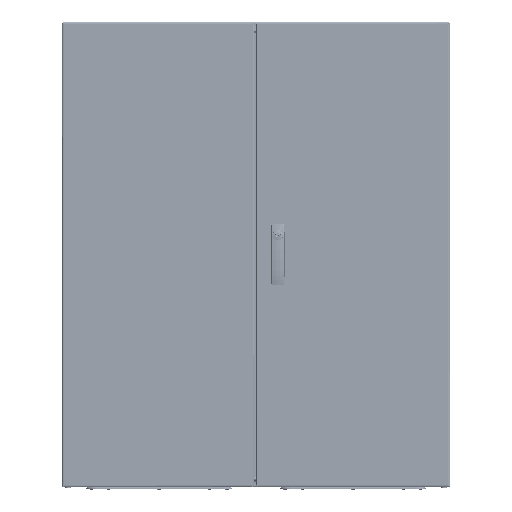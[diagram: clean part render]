
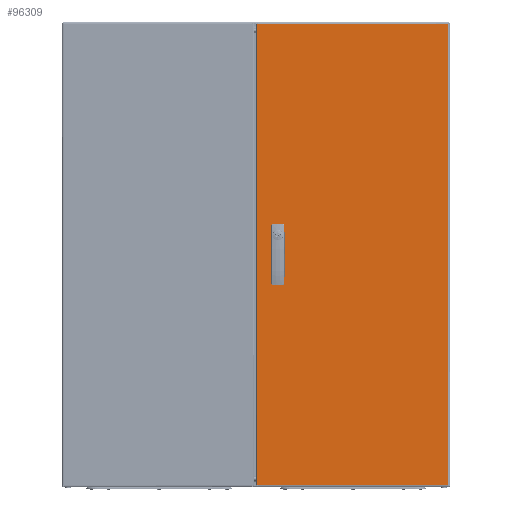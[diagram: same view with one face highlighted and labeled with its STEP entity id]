
A CAD part, top view. The second image highlights one B-rep face of the part: STEP entity #96309.
In plain terms, the highlighted face is planar.
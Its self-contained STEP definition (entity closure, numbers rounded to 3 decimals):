
#5321 = EDGE_LOOP ( 'NONE', ( #14031, #14029, #14033, #14035 ) ) ;
#5343 = EDGE_LOOP ( 'NONE', ( #14037, #14039, #14041, #14043 ) ) ;
#5345 = EDGE_LOOP ( 'NONE', ( #14045, #14047, #14049, #14051, #14053, #14055, #14057, #14059 ) ) ;
#14029 = ORIENTED_EDGE ( 'NONE', *, *, #34846, .F. ) ;
#14031 = ORIENTED_EDGE ( 'NONE', *, *, #34850, .F. ) ;
#14033 = ORIENTED_EDGE ( 'NONE', *, *, #34854, .F. ) ;
#14035 = ORIENTED_EDGE ( 'NONE', *, *, #34855, .F. ) ;
#14037 = ORIENTED_EDGE ( 'NONE', *, *, #34833, .F. ) ;
#14039 = ORIENTED_EDGE ( 'NONE', *, *, #34856, .F. ) ;
#14041 = ORIENTED_EDGE ( 'NONE', *, *, #34858, .F. ) ;
#14043 = ORIENTED_EDGE ( 'NONE', *, *, #34857, .F. ) ;
#14045 = ORIENTED_EDGE ( 'NONE', *, *, #34860, .T. ) ;
#14047 = ORIENTED_EDGE ( 'NONE', *, *, #34859, .T. ) ;
#14049 = ORIENTED_EDGE ( 'NONE', *, *, #34862, .F. ) ;
#14051 = ORIENTED_EDGE ( 'NONE', *, *, #34861, .F. ) ;
#14053 = ORIENTED_EDGE ( 'NONE', *, *, #34863, .F. ) ;
#14055 = ORIENTED_EDGE ( 'NONE', *, *, #34864, .F. ) ;
#14057 = ORIENTED_EDGE ( 'NONE', *, *, #34865, .T. ) ;
#14059 = ORIENTED_EDGE ( 'NONE', *, *, #34866, .T. ) ;
#34833 = EDGE_CURVE ( 'NONE', #72532, #72533, #65702, .T. ) ;
#34846 = EDGE_CURVE ( 'NONE', #72530, #72528, #65749, .T. ) ;
#34850 = EDGE_CURVE ( 'NONE', #72528, #72529, #65762, .T. ) ;
#34854 = EDGE_CURVE ( 'NONE', #72531, #72530, #65775, .T. ) ;
#34855 = EDGE_CURVE ( 'NONE', #72529, #72531, #65768, .T. ) ;
#34856 = EDGE_CURVE ( 'NONE', #72534, #72532, #65766, .T. ) ;
#34857 = EDGE_CURVE ( 'NONE', #72533, #72535, #65754, .T. ) ;
#34858 = EDGE_CURVE ( 'NONE', #72535, #72534, #65781, .T. ) ;
#34859 = EDGE_CURVE ( 'NONE', #72537, #72538, #65784, .T. ) ;
#34860 = EDGE_CURVE ( 'NONE', #72536, #72537, #65800, .T. ) ;
#34861 = EDGE_CURVE ( 'NONE', #72540, #72539, #65794, .T. ) ;
#34862 = EDGE_CURVE ( 'NONE', #72539, #72538, #65806, .T. ) ;
#34863 = EDGE_CURVE ( 'NONE', #72541, #72540, #65810, .T. ) ;
#34864 = EDGE_CURVE ( 'NONE', #72542, #72541, #65808, .T. ) ;
#34865 = EDGE_CURVE ( 'NONE', #72542, #72543, #65817, .T. ) ;
#34866 = EDGE_CURVE ( 'NONE', #72543, #72536, #65804, .T. ) ;
#55834 = CARTESIAN_POINT ( 'NONE',  ( 180.65, 24.9, 0. ) ) ;
#55836 = CARTESIAN_POINT ( 'NONE',  ( 180.65, 75.1, 0. ) ) ;
#55838 = CARTESIAN_POINT ( 'NONE',  ( 205.85, 24.9, 0. ) ) ;
#55840 = CARTESIAN_POINT ( 'NONE',  ( 205.85, 75.1, 0. ) ) ;
#55841 = CARTESIAN_POINT ( 'NONE',  ( 205.85, -24.9, 0. ) ) ;
#55843 = CARTESIAN_POINT ( 'NONE',  ( 205.85, -75.1, 0. ) ) ;
#55845 = CARTESIAN_POINT ( 'NONE',  ( 180.65, -24.9, 0. ) ) ;
#55847 = CARTESIAN_POINT ( 'NONE',  ( 180.65, -75.1, 0. ) ) ;
#55849 = CARTESIAN_POINT ( 'NONE',  ( 245.152, 595.5, 0. ) ) ;
#55851 = CARTESIAN_POINT ( 'NONE',  ( 246.25, 594.402, 0. ) ) ;
#55853 = CARTESIAN_POINT ( 'NONE',  ( 246.25, -594.402, 0. ) ) ;
#55855 = CARTESIAN_POINT ( 'NONE',  ( 245.152, -595.5, 0. ) ) ;
#55857 = CARTESIAN_POINT ( 'NONE',  ( -245.152, -595.5, 0. ) ) ;
#55859 = CARTESIAN_POINT ( 'NONE',  ( -246.25, -594.402, 0. ) ) ;
#55861 = CARTESIAN_POINT ( 'NONE',  ( -246.25, 594.402, 0. ) ) ;
#55863 = CARTESIAN_POINT ( 'NONE',  ( -245.152, 595.5, 0. ) ) ;
#62354 = PLANE ( 'NONE',  #68024 ) ;
#62365 = CARTESIAN_POINT ( 'NONE',  ( -261.25, -610.5, 0. ) ) ;
#62368 = DIRECTION ( 'NONE',  ( 0., 0., 1. ) ) ;
#62370 = DIRECTION ( 'NONE',  ( 1., 0., 0. ) ) ;
#63374 = FACE_BOUND ( 'NONE', #5321, .T. ) ;
#63382 = FACE_BOUND ( 'NONE', #5343, .T. ) ;
#63385 = FACE_OUTER_BOUND ( 'NONE', #5345, .T. ) ;
#65702 = LINE ( 'NONE', #73825, #65708 ) ;
#65708 = VECTOR ( 'NONE', #73826, 1000. ) ;
#65717 = VECTOR ( 'NONE', #73886, 1000. ) ;
#65721 = VECTOR ( 'NONE', #73864, 1000. ) ;
#65723 = VECTOR ( 'NONE', #73875, 1000. ) ;
#65749 = LINE ( 'NONE', #73834, #65721 ) ;
#65754 = LINE ( 'NONE', #73889, #65786 ) ;
#65762 = LINE ( 'NONE', #73863, #65723 ) ;
#65766 = LINE ( 'NONE', #73887, #65782 ) ;
#65768 = LINE ( 'NONE', #73885, #65779 ) ;
#65775 = LINE ( 'NONE', #73874, #65717 ) ;
#65779 = VECTOR ( 'NONE', #73888, 1000. ) ;
#65781 = LINE ( 'NONE', #73891, #65789 ) ;
#65782 = VECTOR ( 'NONE', #73890, 1000. ) ;
#65784 = LINE ( 'NONE', #73893, #65793 ) ;
#65786 = VECTOR ( 'NONE', #73892, 1000. ) ;
#65789 = VECTOR ( 'NONE', #73894, 1000. ) ;
#65791 = VECTOR ( 'NONE', #73901, 1000. ) ;
#65793 = VECTOR ( 'NONE', #73896, 1000. ) ;
#65794 = LINE ( 'NONE', #73900, #65791 ) ;
#65796 = VECTOR ( 'NONE', #73915, 1000. ) ;
#65800 = CIRCLE ( 'NONE', #78739, 3. ) ;
#65802 = VECTOR ( 'NONE', #73909, 1000. ) ;
#65804 = LINE ( 'NONE', #73914, #65796 ) ;
#65806 = CIRCLE ( 'NONE', #78740, 3. ) ;
#65808 = LINE ( 'NONE', #73895, #65802 ) ;
#65810 = CIRCLE ( 'NONE', #78742, 3. ) ;
#65817 = CIRCLE ( 'NONE', #78743, 3. ) ;
#68024 = AXIS2_PLACEMENT_3D ( 'NONE', #62365, #62368, #62370 ) ;
#72528 = VERTEX_POINT ( 'NONE', #55834 ) ;
#72529 = VERTEX_POINT ( 'NONE', #55836 ) ;
#72530 = VERTEX_POINT ( 'NONE', #55838 ) ;
#72531 = VERTEX_POINT ( 'NONE', #55840 ) ;
#72532 = VERTEX_POINT ( 'NONE', #55841 ) ;
#72533 = VERTEX_POINT ( 'NONE', #55843 ) ;
#72534 = VERTEX_POINT ( 'NONE', #55845 ) ;
#72535 = VERTEX_POINT ( 'NONE', #55847 ) ;
#72536 = VERTEX_POINT ( 'NONE', #55849 ) ;
#72537 = VERTEX_POINT ( 'NONE', #55851 ) ;
#72538 = VERTEX_POINT ( 'NONE', #55853 ) ;
#72539 = VERTEX_POINT ( 'NONE', #55855 ) ;
#72540 = VERTEX_POINT ( 'NONE', #55857 ) ;
#72541 = VERTEX_POINT ( 'NONE', #55859 ) ;
#72542 = VERTEX_POINT ( 'NONE', #55861 ) ;
#72543 = VERTEX_POINT ( 'NONE', #55863 ) ;
#73825 = CARTESIAN_POINT ( 'NONE',  ( 205.85, -75.1, 0. ) ) ;
#73826 = DIRECTION ( 'NONE',  ( 0., -1., 0. ) ) ;
#73834 = CARTESIAN_POINT ( 'NONE',  ( 205.85, 24.9, 0. ) ) ;
#73863 = CARTESIAN_POINT ( 'NONE',  ( 180.65, 24.9, 0. ) ) ;
#73864 = DIRECTION ( 'NONE',  ( -1., 0., 0. ) ) ;
#73874 = CARTESIAN_POINT ( 'NONE',  ( 205.85, 75.1, 0. ) ) ;
#73875 = DIRECTION ( 'NONE',  ( 0., 1., 0. ) ) ;
#73885 = CARTESIAN_POINT ( 'NONE',  ( 205.85, 75.1, 0. ) ) ;
#73886 = DIRECTION ( 'NONE',  ( 0., -1., 0. ) ) ;
#73887 = CARTESIAN_POINT ( 'NONE',  ( 205.85, -24.9, 0. ) ) ;
#73888 = DIRECTION ( 'NONE',  ( 1., 0., 0. ) ) ;
#73889 = CARTESIAN_POINT ( 'NONE',  ( 205.85, -75.1, 0. ) ) ;
#73890 = DIRECTION ( 'NONE',  ( 1., 0., 0. ) ) ;
#73891 = CARTESIAN_POINT ( 'NONE',  ( 180.65, -24.9, 0. ) ) ;
#73892 = DIRECTION ( 'NONE',  ( -1., 0., 0. ) ) ;
#73893 = CARTESIAN_POINT ( 'NONE',  ( 246.25, -610.5, 0. ) ) ;
#73894 = DIRECTION ( 'NONE',  ( 0., 1., 0. ) ) ;
#73895 = CARTESIAN_POINT ( 'NONE',  ( -246.25, -610.5, 0. ) ) ;
#73896 = DIRECTION ( 'NONE',  ( 0., -1., 0. ) ) ;
#73897 = CARTESIAN_POINT ( 'NONE',  ( 247.75, 597., 0. ) ) ;
#73898 = DIRECTION ( 'NONE',  ( 0., 0., 1. ) ) ;
#73899 = DIRECTION ( 'NONE',  ( 1., 0., 0. ) ) ;
#73900 = CARTESIAN_POINT ( 'NONE',  ( -261.25, -595.5, 0. ) ) ;
#73901 = DIRECTION ( 'NONE',  ( 1., 0., 0. ) ) ;
#73902 = CARTESIAN_POINT ( 'NONE',  ( 247.75, -597., 0. ) ) ;
#73903 = DIRECTION ( 'NONE',  ( 0., 0., -1. ) ) ;
#73904 = DIRECTION ( 'NONE',  ( -1., 0., 0. ) ) ;
#73905 = CARTESIAN_POINT ( 'NONE',  ( -247.75, -597., 0. ) ) ;
#73906 = DIRECTION ( 'NONE',  ( 0., 0., -1. ) ) ;
#73907 = DIRECTION ( 'NONE',  ( 1., 0., 0. ) ) ;
#73909 = DIRECTION ( 'NONE',  ( 0., -1., 0. ) ) ;
#73910 = CARTESIAN_POINT ( 'NONE',  ( -247.75, 597., 0. ) ) ;
#73912 = DIRECTION ( 'NONE',  ( 0., 0., 1. ) ) ;
#73913 = DIRECTION ( 'NONE',  ( 1., 0., 0. ) ) ;
#73914 = CARTESIAN_POINT ( 'NONE',  ( -261.25, 595.5, 0. ) ) ;
#73915 = DIRECTION ( 'NONE',  ( 1., 0., 0. ) ) ;
#78739 = AXIS2_PLACEMENT_3D ( 'NONE', #73897, #73898, #73899 ) ;
#78740 = AXIS2_PLACEMENT_3D ( 'NONE', #73902, #73903, #73904 ) ;
#78742 = AXIS2_PLACEMENT_3D ( 'NONE', #73905, #73906, #73907 ) ;
#78743 = AXIS2_PLACEMENT_3D ( 'NONE', #73910, #73912, #73913 ) ;
#96309 = ADVANCED_FACE ( 'NONE', ( #63374, #63382, #63385 ), #62354, .F. ) ;
